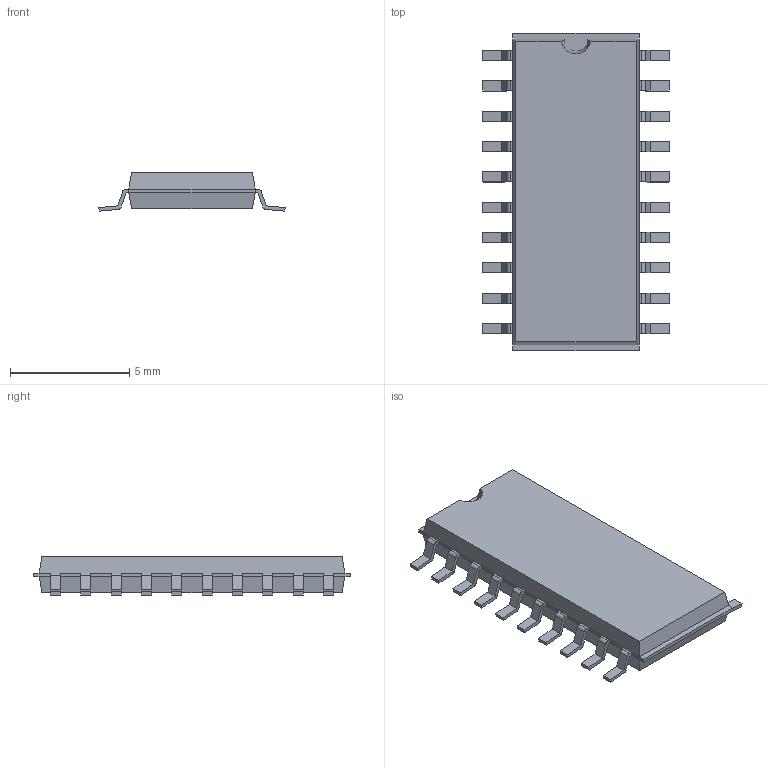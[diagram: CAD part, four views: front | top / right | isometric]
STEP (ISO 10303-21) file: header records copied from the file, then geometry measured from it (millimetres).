
FILE_DESCRIPTION(('STEP AP214'),'1');
FILE_NAME('SOP20.stp','2019-02-17T21:58:50',(' '),(' '),'Spatial InterOp 3D',' ',' ');
FILE_SCHEMA(('AUTOMOTIVE_DESIGN { 1 0 10303 214 1 1 1 1 }'));
Length unit declared in the file: metre
Products named in the file (22): SOP20; Component1; Component2; Component3; Component4; Component5; Component6; Component7; Component8; Component9; Component10; Component11; Component12; Component13; Component14; Component15; Component16; Component17; Component18; Component19; Component20; Component21
Assembly tree (21 placements, depth 2):
  SOP20
    Component1
    Component2
    Component3
    Component4
    Component5
    Component6
    Component7
    Component8
    Component9
    Component10
    Component11
    Component12
    Component13
    Component14
    Component15
    Component16
    Component17
    Component18
    Component19
    Component20
    Component21
Bounding box: 7.8 x 13.3 x 1.6 mm (x, y, z)
Volume: 101.2 mm3; surface area: 229.9 mm2
Topology: 21 solids, 21 shells, 261 faces, 649 edges, 430 vertices
Faces by surface type: plane 219, cylinder 40, cone 2
Entity records: 10386 total; most frequent: CARTESIAN_POINT 1368, ORIENTED_EDGE 1298, DIRECTION 1297, EDGE_CURVE 649, LINE 563, VECTOR 563, VERTEX_POINT 430, AXIS2_PLACEMENT_3D 367
